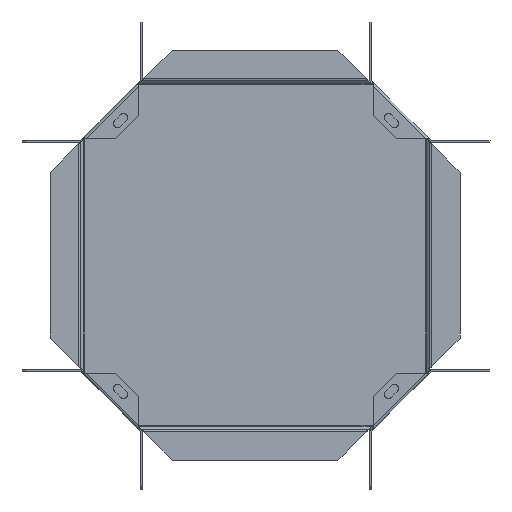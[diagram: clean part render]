
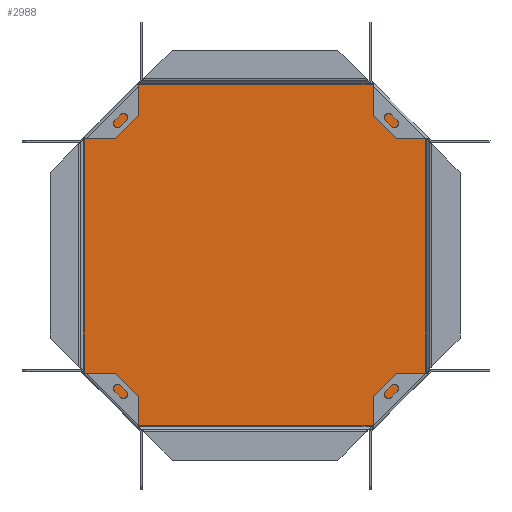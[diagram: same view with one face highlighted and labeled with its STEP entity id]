
A CAD part, front view. The second image highlights one B-rep face of the part: STEP entity #2988.
In plain terms, the highlighted planar face has unit normal (0, -1, 0).
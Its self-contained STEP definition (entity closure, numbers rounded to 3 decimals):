
#1841=CARTESIAN_POINT('',(195.,-1.,97.615));
#1848=CARTESIAN_POINT('',(195.,-1.,299.));
#2099=DIRECTION('',(-1.,0.,0.));
#2100=VECTOR('',#2099,201.385);
#2101=CARTESIAN_POINT('',(150.,-1.,344.));
#2102=LINE('',#2101,#2100);
#2117=DIRECTION('',(-0.707,0.,0.707));
#2118=VECTOR('',#2117,63.64);
#2119=CARTESIAN_POINT('',(-51.385,-1.,52.615));
#2120=LINE('',#2119,#2118);
#2121=DIRECTION('',(0.,0.,-1.));
#2122=VECTOR('',#2121,201.385);
#2123=CARTESIAN_POINT('',(-96.385,-1.,299.));
#2124=LINE('',#2123,#2122);
#2125=DIRECTION('',(-0.707,0.,-0.707));
#2126=VECTOR('',#2125,63.64);
#2127=CARTESIAN_POINT('',(-51.385,-1.,344.));
#2128=LINE('',#2127,#2126);
#2129=DIRECTION('',(0.707,0.,-0.707));
#2130=VECTOR('',#2129,63.64);
#2131=CARTESIAN_POINT('',(150.,-1.,344.));
#2132=LINE('',#2131,#2130);
#2133=DIRECTION('',(0.,0.,-1.));
#2134=VECTOR('',#2133,201.385);
#2135=CARTESIAN_POINT('',(195.,-1.,299.));
#2136=LINE('',#2135,#2134);
#2137=DIRECTION('',(0.707,0.,0.707));
#2138=VECTOR('',#2137,63.64);
#2139=CARTESIAN_POINT('',(150.,-1.,52.615));
#2140=LINE('',#2139,#2138);
#2148=DIRECTION('',(1.,0.,0.));
#2149=VECTOR('',#2148,201.385);
#2150=CARTESIAN_POINT('',(-51.385,-1.,52.615));
#2151=LINE('',#2150,#2149);
#2439=CARTESIAN_POINT('',(-96.385,-1.,299.));
#2446=CARTESIAN_POINT('',(-96.385,-1.,97.615));
#2545=VERTEX_POINT('',#1848);
#2547=CARTESIAN_POINT('',(150.,-1.,344.));
#2548=VERTEX_POINT('',#2547);
#2577=VERTEX_POINT('',#1841);
#2579=CARTESIAN_POINT('',(150.,-1.,52.615));
#2580=VERTEX_POINT('',#2579);
#2609=VERTEX_POINT('',#2439);
#2611=CARTESIAN_POINT('',(-51.385,-1.,344.));
#2612=VERTEX_POINT('',#2611);
#2641=VERTEX_POINT('',#2446);
#2643=CARTESIAN_POINT('',(-51.385,-1.,52.615));
#2644=VERTEX_POINT('',#2643);
#2967=CARTESIAN_POINT('',(-195.,-1.,15.));
#2968=DIRECTION('',(0.,-1.,0.));
#2969=DIRECTION('',(0.,0.,-1.));
#2970=AXIS2_PLACEMENT_3D('',#2967,#2968,#2969);
#2971=PLANE('',#2970);
#2973=ORIENTED_EDGE('',*,*,#2972,.F.);
#2975=ORIENTED_EDGE('',*,*,#2974,.T.);
#2977=ORIENTED_EDGE('',*,*,#2976,.F.);
#2979=ORIENTED_EDGE('',*,*,#2978,.F.);
#2980=ORIENTED_EDGE('',*,*,#2957,.F.);
#2982=ORIENTED_EDGE('',*,*,#2981,.T.);
#2983=ORIENTED_EDGE('',*,*,#2682,.T.);
#2985=ORIENTED_EDGE('',*,*,#2984,.F.);
#2986=EDGE_LOOP('',(#2973,#2975,#2977,#2979,#2980,#2982,#2983,#2985));
#2987=FACE_OUTER_BOUND('',#2986,.F.);
#2988=ADVANCED_FACE('',(#2987),#2971,.T.);
#2682=EDGE_CURVE('',#2545,#2577,#2136,.T.);
#2957=EDGE_CURVE('',#2548,#2612,#2102,.T.);
#2972=EDGE_CURVE('',#2644,#2580,#2151,.T.);
#2974=EDGE_CURVE('',#2644,#2641,#2120,.T.);
#2976=EDGE_CURVE('',#2609,#2641,#2124,.T.);
#2978=EDGE_CURVE('',#2612,#2609,#2128,.T.);
#2981=EDGE_CURVE('',#2548,#2545,#2132,.T.);
#2984=EDGE_CURVE('',#2580,#2577,#2140,.T.);
